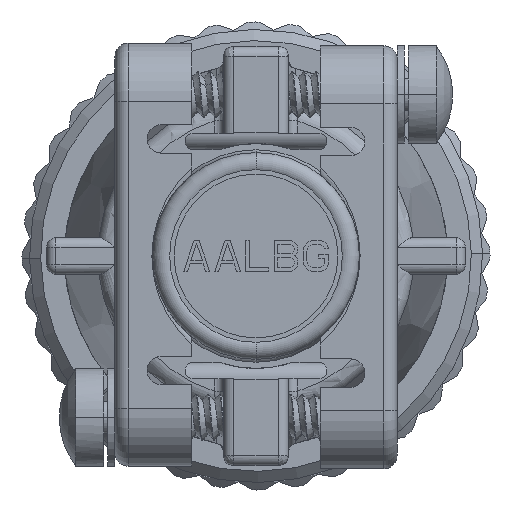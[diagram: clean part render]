
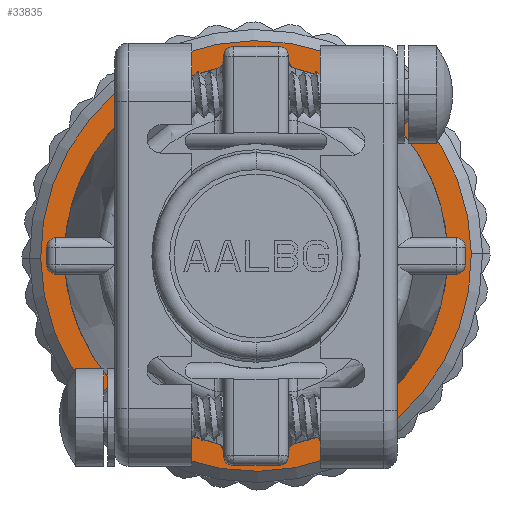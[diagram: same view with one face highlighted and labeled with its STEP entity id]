
A CAD part, front view. The second image highlights one B-rep face of the part: STEP entity #33835.
In plain terms, the highlighted planar face has unit normal (0, -1, 0).
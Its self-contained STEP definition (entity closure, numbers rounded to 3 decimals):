
#2460=CARTESIAN_POINT('',(0.,10.541,0.));
#2461=DIRECTION('',(0.,-1.,0.));
#2462=DIRECTION('',(1.,0.,0.011));
#2463=AXIS2_PLACEMENT_3D('',#2460,#2461,#2462);
#2465=CARTESIAN_POINT('',(0.,10.541,0.));
#2466=DIRECTION('',(0.,1.,0.));
#2467=DIRECTION('',(1.,0.,0.011));
#2468=AXIS2_PLACEMENT_3D('',#2465,#2466,#2467);
#2470=CARTESIAN_POINT('',(0.,10.541,0.));
#2471=DIRECTION('',(0.,1.,0.));
#2472=DIRECTION('',(1.,0.,0.011));
#2473=AXIS2_PLACEMENT_3D('',#2470,#2471,#2472);
#2635=CARTESIAN_POINT('',(0.,10.541,0.));
#2636=DIRECTION('',(0.,-1.,0.));
#2637=DIRECTION('',(1.,0.,0.011));
#2638=AXIS2_PLACEMENT_3D('',#2635,#2636,#2637);
#30779=CARTESIAN_POINT('',(11.199,10.541,
0.122));
#30780=CARTESIAN_POINT('',(-11.199,10.541,
-0.122));
#30781=VERTEX_POINT('',#30779);
#30782=VERTEX_POINT('',#30780);
#31217=CARTESIAN_POINT('',(14.594,10.541,
0.158));
#31218=VERTEX_POINT('',#31217);
#31221=CARTESIAN_POINT('',(-14.594,10.541,
-0.158));
#31222=VERTEX_POINT('',#31221);
#33820=CARTESIAN_POINT('',(0.,10.541,0.));
#33821=DIRECTION('',(0.,1.,0.));
#33822=DIRECTION('',(-1.,0.,-0.011));
#33823=AXIS2_PLACEMENT_3D('',#33820,#33821,#33822);
#33824=PLANE('795',#33823);
#33825=ORIENTED_EDGE('3211',*,*,#33806,.F.);
#33826=ORIENTED_EDGE('3208',*,*,#33788,.T.);
#33827=EDGE_LOOP('795',(#33825,#33826));
#33828=FACE_OUTER_BOUND('795',#33827,.F.);
#33830=ORIENTED_EDGE('2921',*,*,#33829,.F.);
#33832=ORIENTED_EDGE('2923',*,*,#33831,.T.);
#33833=EDGE_LOOP('795',(#33830,#33832));
#33834=FACE_BOUND('795',#33833,.F.);
#2464=CIRCLE('3211',#2463,14.595);
#2469=CIRCLE('3208',#2468,14.595);
#2474=CIRCLE('2921',#2473,11.2);
#2639=CIRCLE('2923',#2638,11.2);
#33788=EDGE_CURVE('3208',#31218,#31222,#2469,.T.);
#33806=EDGE_CURVE('3211',#31218,#31222,#2464,.T.);
#33829=EDGE_CURVE('2921',#30781,#30782,#2474,.T.);
#33831=EDGE_CURVE('2923',#30781,#30782,#2639,.T.);
#33835=ADVANCED_FACE('795',(#33828,#33834),#33824,.F.);
